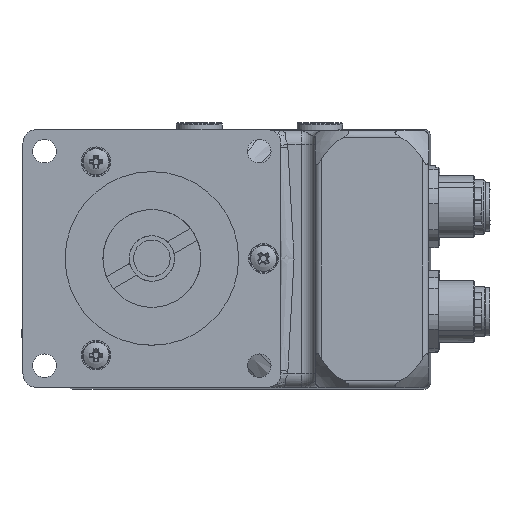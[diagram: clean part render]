
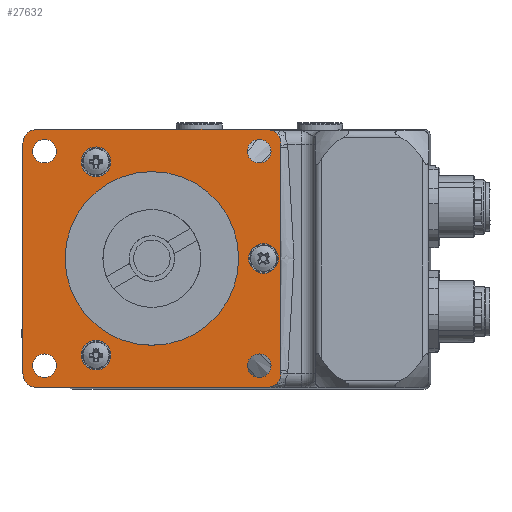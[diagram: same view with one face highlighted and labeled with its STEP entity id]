
A CAD part, top view. The second image highlights one B-rep face of the part: STEP entity #27632.
In plain terms, the highlighted planar face has unit normal (0, 0, 1).
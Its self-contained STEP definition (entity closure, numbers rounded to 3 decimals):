
#642=FACE_BOUND('',#4464,.T.);
#643=FACE_BOUND('',#4465,.T.);
#644=FACE_BOUND('',#4466,.T.);
#645=FACE_BOUND('',#4467,.T.);
#646=FACE_BOUND('',#4468,.T.);
#647=FACE_BOUND('',#4469,.T.);
#648=FACE_BOUND('',#4470,.T.);
#649=FACE_BOUND('',#4471,.T.);
#1417=CIRCLE('',#29314,3.25);
#1418=CIRCLE('',#29315,3.25);
#1422=CIRCLE('',#29321,3.25);
#1423=CIRCLE('',#29322,3.25);
#1427=CIRCLE('',#29328,3.25);
#1428=CIRCLE('',#29329,3.25);
#1450=CIRCLE('',#29364,19.05);
#1451=CIRCLE('',#29367,3.);
#1452=CIRCLE('',#29368,3.);
#1453=CIRCLE('',#29369,3.);
#1454=CIRCLE('',#29370,3.);
#1455=CIRCLE('',#29371,2.6);
#1456=CIRCLE('',#29372,2.6);
#1457=CIRCLE('',#29373,2.6);
#1458=CIRCLE('',#29374,2.6);
#2957=FACE_OUTER_BOUND('',#4463,.T.);
#4463=EDGE_LOOP('',(#17951,#17952,#17953,#17954,#17955,#17956,#17957,#17958));
#4464=EDGE_LOOP('',(#17959,#17960));
#4465=EDGE_LOOP('',(#17961,#17962));
#4466=EDGE_LOOP('',(#17963,#17964));
#4467=EDGE_LOOP('',(#17965));
#4468=EDGE_LOOP('',(#17966));
#4469=EDGE_LOOP('',(#17967));
#4470=EDGE_LOOP('',(#17968));
#4471=EDGE_LOOP('',(#17969));
#6127=LINE('',#41273,#8322);
#6128=LINE('',#41277,#8323);
#6129=LINE('',#41281,#8324);
#6130=LINE('',#41285,#8325);
#8322=VECTOR('',#32906,50.6);
#8323=VECTOR('',#32909,50.6);
#8324=VECTOR('',#32912,50.6);
#8325=VECTOR('',#32915,50.6);
#10610=VERTEX_POINT('',#41160);
#10611=VERTEX_POINT('',#41161);
#10615=VERTEX_POINT('',#41174);
#10616=VERTEX_POINT('',#41175);
#10620=VERTEX_POINT('',#41188);
#10621=VERTEX_POINT('',#41189);
#10647=VERTEX_POINT('',#41266);
#10648=VERTEX_POINT('',#41271);
#10649=VERTEX_POINT('',#41272);
#10650=VERTEX_POINT('',#41274);
#10651=VERTEX_POINT('',#41276);
#10652=VERTEX_POINT('',#41278);
#10653=VERTEX_POINT('',#41280);
#10654=VERTEX_POINT('',#41282);
#10655=VERTEX_POINT('',#41284);
#10656=VERTEX_POINT('',#41287);
#10657=VERTEX_POINT('',#41289);
#10658=VERTEX_POINT('',#41291);
#10659=VERTEX_POINT('',#41293);
#13458=EDGE_CURVE('',#10610,#10611,#1417,.T.);
#13459=EDGE_CURVE('',#10611,#10610,#1418,.T.);
#13465=EDGE_CURVE('',#10615,#10616,#1422,.T.);
#13466=EDGE_CURVE('',#10616,#10615,#1423,.T.);
#13472=EDGE_CURVE('',#10620,#10621,#1427,.T.);
#13473=EDGE_CURVE('',#10621,#10620,#1428,.T.);
#13511=EDGE_CURVE('',#10647,#10647,#1450,.T.);
#13512=EDGE_CURVE('',#10648,#10649,#6127,.T.);
#13513=EDGE_CURVE('',#10650,#10648,#1451,.T.);
#13514=EDGE_CURVE('',#10651,#10650,#6128,.T.);
#13515=EDGE_CURVE('',#10652,#10651,#1452,.T.);
#13516=EDGE_CURVE('',#10653,#10652,#6129,.T.);
#13517=EDGE_CURVE('',#10654,#10653,#1453,.T.);
#13518=EDGE_CURVE('',#10655,#10654,#6130,.T.);
#13519=EDGE_CURVE('',#10649,#10655,#1454,.T.);
#13520=EDGE_CURVE('',#10656,#10656,#1455,.T.);
#13521=EDGE_CURVE('',#10657,#10657,#1456,.T.);
#13522=EDGE_CURVE('',#10658,#10658,#1457,.T.);
#13523=EDGE_CURVE('',#10659,#10659,#1458,.T.);
#17951=ORIENTED_EDGE('',*,*,#13512,.F.);
#17952=ORIENTED_EDGE('',*,*,#13513,.F.);
#17953=ORIENTED_EDGE('',*,*,#13514,.F.);
#17954=ORIENTED_EDGE('',*,*,#13515,.F.);
#17955=ORIENTED_EDGE('',*,*,#13516,.F.);
#17956=ORIENTED_EDGE('',*,*,#13517,.F.);
#17957=ORIENTED_EDGE('',*,*,#13518,.F.);
#17958=ORIENTED_EDGE('',*,*,#13519,.F.);
#17959=ORIENTED_EDGE('',*,*,#13458,.T.);
#17960=ORIENTED_EDGE('',*,*,#13459,.T.);
#17961=ORIENTED_EDGE('',*,*,#13465,.T.);
#17962=ORIENTED_EDGE('',*,*,#13466,.T.);
#17963=ORIENTED_EDGE('',*,*,#13472,.T.);
#17964=ORIENTED_EDGE('',*,*,#13473,.T.);
#17965=ORIENTED_EDGE('',*,*,#13520,.T.);
#17966=ORIENTED_EDGE('',*,*,#13521,.T.);
#17967=ORIENTED_EDGE('',*,*,#13522,.T.);
#17968=ORIENTED_EDGE('',*,*,#13523,.T.);
#17969=ORIENTED_EDGE('',*,*,#13511,.T.);
#25292=PLANE('',#29366);
#27632=ADVANCED_FACE('',(#2957,#642,#643,#644,#645,#646,#647,#648,#649),
#25292,.T.);
#29314=AXIS2_PLACEMENT_3D('',#41162,#32780,#32781);
#29315=AXIS2_PLACEMENT_3D('',#41163,#32782,#32783);
#29321=AXIS2_PLACEMENT_3D('',#41176,#32796,#32797);
#29322=AXIS2_PLACEMENT_3D('',#41177,#32798,#32799);
#29328=AXIS2_PLACEMENT_3D('',#41190,#32812,#32813);
#29329=AXIS2_PLACEMENT_3D('',#41191,#32814,#32815);
#29364=AXIS2_PLACEMENT_3D('',#41268,#32900,#32901);
#29366=AXIS2_PLACEMENT_3D('',#41270,#32904,#32905);
#29367=AXIS2_PLACEMENT_3D('',#41275,#32907,#32908);
#29368=AXIS2_PLACEMENT_3D('',#41279,#32910,#32911);
#29369=AXIS2_PLACEMENT_3D('',#41283,#32913,#32914);
#29370=AXIS2_PLACEMENT_3D('',#41286,#32916,#32917);
#29371=AXIS2_PLACEMENT_3D('',#41288,#32918,#32919);
#29372=AXIS2_PLACEMENT_3D('',#41290,#32920,#32921);
#29373=AXIS2_PLACEMENT_3D('',#41292,#32922,#32923);
#29374=AXIS2_PLACEMENT_3D('',#41294,#32924,#32925);
#32780=DIRECTION('center_axis',(0.,0.,-1.));
#32781=DIRECTION('ref_axis',(0.,-1.,0.));
#32782=DIRECTION('center_axis',(0.,0.,-1.));
#32783=DIRECTION('ref_axis',(0.,-1.,0.));
#32796=DIRECTION('center_axis',(0.,0.,-1.));
#32797=DIRECTION('ref_axis',(0.,-1.,0.));
#32798=DIRECTION('center_axis',(0.,0.,-1.));
#32799=DIRECTION('ref_axis',(0.,-1.,0.));
#32812=DIRECTION('center_axis',(0.,0.,-1.));
#32813=DIRECTION('ref_axis',(0.,-1.,0.));
#32814=DIRECTION('center_axis',(0.,0.,-1.));
#32815=DIRECTION('ref_axis',(0.,-1.,0.));
#32900=DIRECTION('center_axis',(0.,0.,-1.));
#32901=DIRECTION('ref_axis',(0.,1.,0.));
#32904=DIRECTION('center_axis',(0.,0.,1.));
#32905=DIRECTION('ref_axis',(0.,-1.,0.));
#32906=DIRECTION('',(0.,-1.,0.));
#32907=DIRECTION('center_axis',(0.,0.,-1.));
#32908=DIRECTION('ref_axis',(-1.,0.,0.));
#32909=DIRECTION('',(1.,0.,0.));
#32910=DIRECTION('center_axis',(0.,0.,-1.));
#32911=DIRECTION('ref_axis',(0.,-1.,0.));
#32912=DIRECTION('',(0.,1.,0.));
#32913=DIRECTION('center_axis',(0.,0.,-1.));
#32914=DIRECTION('ref_axis',(1.,0.,0.));
#32915=DIRECTION('',(-1.,0.,0.));
#32916=DIRECTION('center_axis',(0.,0.,-1.));
#32917=DIRECTION('ref_axis',(0.,1.,0.));
#32918=DIRECTION('center_axis',(0.,0.,-1.));
#32919=DIRECTION('ref_axis',(0.,1.,0.));
#32920=DIRECTION('center_axis',(0.,0.,-1.));
#32921=DIRECTION('ref_axis',(0.,1.,0.));
#32922=DIRECTION('center_axis',(0.,0.,-1.));
#32923=DIRECTION('ref_axis',(0.,1.,0.));
#32924=DIRECTION('center_axis',(0.,0.,-1.));
#32925=DIRECTION('ref_axis',(0.,1.,0.));
#41160=CARTESIAN_POINT('',(-12.25,-24.468,0.));
#41161=CARTESIAN_POINT('',(-12.25,-17.968,0.));
#41162=CARTESIAN_POINT('Origin',(-12.25,-21.218,0.));
#41163=CARTESIAN_POINT('Origin',(-12.25,-21.218,0.));
#41174=CARTESIAN_POINT('',(-12.25,17.968,0.));
#41175=CARTESIAN_POINT('',(-12.25,24.468,0.));
#41176=CARTESIAN_POINT('Origin',(-12.25,21.218,0.));
#41177=CARTESIAN_POINT('Origin',(-12.25,21.218,0.));
#41188=CARTESIAN_POINT('',(24.5,-3.25,0.));
#41189=CARTESIAN_POINT('',(24.5,3.25,0.));
#41190=CARTESIAN_POINT('Origin',(24.5,0.,0.));
#41191=CARTESIAN_POINT('Origin',(24.5,0.,0.));
#41266=CARTESIAN_POINT('',(0.,-19.05,0.));
#41268=CARTESIAN_POINT('Origin',(0.,0.,0.));
#41270=CARTESIAN_POINT('Origin',(0.,0.,
0.));
#41271=CARTESIAN_POINT('',(28.3,25.3,0.));
#41272=CARTESIAN_POINT('',(28.3,-25.3,0.));
#41273=CARTESIAN_POINT('',(28.3,25.3,0.));
#41274=CARTESIAN_POINT('',(25.3,28.3,0.));
#41275=CARTESIAN_POINT('Origin',(25.3,25.3,0.));
#41276=CARTESIAN_POINT('',(-25.3,28.3,0.));
#41277=CARTESIAN_POINT('',(-25.3,28.3,0.));
#41278=CARTESIAN_POINT('',(-28.3,25.3,0.));
#41279=CARTESIAN_POINT('Origin',(-25.3,25.3,0.));
#41280=CARTESIAN_POINT('',(-28.3,-25.3,0.));
#41281=CARTESIAN_POINT('',(-28.3,-25.3,0.));
#41282=CARTESIAN_POINT('',(-25.3,-28.3,0.));
#41283=CARTESIAN_POINT('Origin',(-25.3,-25.3,0.));
#41284=CARTESIAN_POINT('',(25.3,-28.3,0.));
#41285=CARTESIAN_POINT('',(25.3,-28.3,0.));
#41286=CARTESIAN_POINT('Origin',(25.3,-25.3,0.));
#41287=CARTESIAN_POINT('',(-23.55,20.95,0.));
#41288=CARTESIAN_POINT('Origin',(-23.55,23.55,0.));
#41289=CARTESIAN_POINT('',(23.55,20.95,0.));
#41290=CARTESIAN_POINT('Origin',(23.55,23.55,0.));
#41291=CARTESIAN_POINT('',(23.55,-26.15,0.));
#41292=CARTESIAN_POINT('Origin',(23.55,-23.55,0.));
#41293=CARTESIAN_POINT('',(-23.55,-26.15,0.));
#41294=CARTESIAN_POINT('Origin',(-23.55,-23.55,0.));
